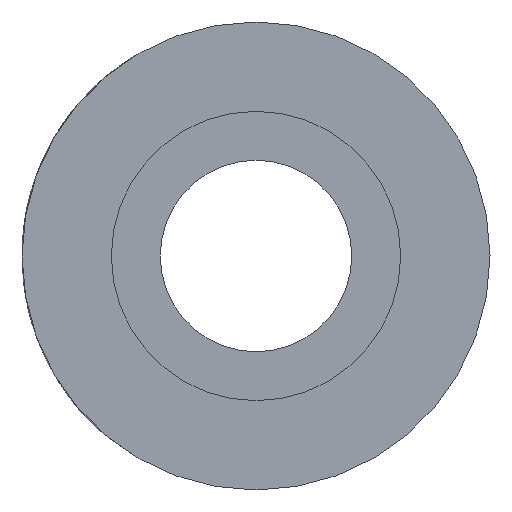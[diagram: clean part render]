
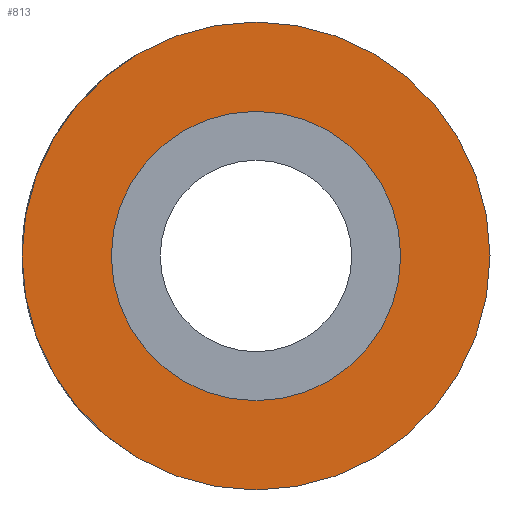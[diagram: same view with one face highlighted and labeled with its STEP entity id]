
A CAD part, left-side view. The second image highlights one B-rep face of the part: STEP entity #813.
In plain terms, the highlighted planar face has unit normal (-1, 0, 0).
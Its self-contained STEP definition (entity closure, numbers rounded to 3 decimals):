
#291 = EDGE_LOOP ( 'NONE', ( #1000, #8719 ) ) ;
#306 = ORIENTED_EDGE ( 'NONE', *, *, #2914, .T. ) ;
#593 = DIRECTION ( 'NONE',  ( 0., 0., 1. ) ) ;
#792 = DIRECTION ( 'NONE',  ( -1., 0., 0. ) ) ;
#813 = ADVANCED_FACE ( 'NONE', ( #8104, #8203 ), #5198, .F. ) ;
#899 = CIRCLE ( 'NONE', #6061, 11. ) ;
#1000 = ORIENTED_EDGE ( 'NONE', *, *, #3474, .F. ) ;
#1697 = CARTESIAN_POINT ( 'NONE',  ( 0., 0., 0. ) ) ;
#1698 = CARTESIAN_POINT ( 'NONE',  ( 0., 0., 11. ) ) ;
#2030 = DIRECTION ( 'NONE',  ( -1., 0., 0. ) ) ;
#2106 = CARTESIAN_POINT ( 'NONE',  ( 0., 0., 0. ) ) ;
#2258 = DIRECTION ( 'NONE',  ( 0., 0., 1. ) ) ;
#2418 = VERTEX_POINT ( 'NONE', #6989 ) ;
#2900 = CARTESIAN_POINT ( 'NONE',  ( 0., 0., 0. ) ) ;
#2914 = EDGE_CURVE ( 'NONE', #5466, #2418, #6034, .T. ) ;
#3474 = EDGE_CURVE ( 'NONE', #4518, #3923, #6337, .T. ) ;
#3681 = CARTESIAN_POINT ( 'NONE',  ( 0., 0., 0. ) ) ;
#3817 = DIRECTION ( 'NONE',  ( 0., 0., -1. ) ) ;
#3923 = VERTEX_POINT ( 'NONE', #4747 ) ;
#3986 = EDGE_CURVE ( 'NONE', #3923, #4518, #7811, .T. ) ;
#4176 = DIRECTION ( 'NONE',  ( 0., 0., -1. ) ) ;
#4518 = VERTEX_POINT ( 'NONE', #4798 ) ;
#4747 = CARTESIAN_POINT ( 'NONE',  ( 0., 0., -6.8 ) ) ;
#4798 = CARTESIAN_POINT ( 'NONE',  ( 0., 0., 6.8 ) ) ;
#5072 = EDGE_LOOP ( 'NONE', ( #306, #5272 ) ) ;
#5198 = PLANE ( 'NONE',  #8087 ) ;
#5272 = ORIENTED_EDGE ( 'NONE', *, *, #6279, .T. ) ;
#5466 = VERTEX_POINT ( 'NONE', #1698 ) ;
#5739 = DIRECTION ( 'NONE',  ( 0., 0., -1. ) ) ;
#5976 = DIRECTION ( 'NONE',  ( 1., 0., 0. ) ) ;
#6034 = CIRCLE ( 'NONE', #8679, 11. ) ;
#6061 = AXIS2_PLACEMENT_3D ( 'NONE', #6907, #2030, #593 ) ;
#6279 = EDGE_CURVE ( 'NONE', #2418, #5466, #899, .T. ) ;
#6337 = CIRCLE ( 'NONE', #6480, 6.8 ) ;
#6480 = AXIS2_PLACEMENT_3D ( 'NONE', #2106, #792, #4176 ) ;
#6907 = CARTESIAN_POINT ( 'NONE',  ( 0., 0., 0. ) ) ;
#6989 = CARTESIAN_POINT ( 'NONE',  ( 0., 0., -11. ) ) ;
#7811 = CIRCLE ( 'NONE', #8549, 6.8 ) ;
#7860 = DIRECTION ( 'NONE',  ( -1., 0., 0. ) ) ;
#8087 = AXIS2_PLACEMENT_3D ( 'NONE', #1697, #5976, #3817 ) ;
#8104 = FACE_BOUND ( 'NONE', #291, .T. ) ;
#8203 = FACE_OUTER_BOUND ( 'NONE', #5072, .T. ) ;
#8549 = AXIS2_PLACEMENT_3D ( 'NONE', #2900, #7860, #5739 ) ;
#8563 = DIRECTION ( 'NONE',  ( -1., 0., 0. ) ) ;
#8679 = AXIS2_PLACEMENT_3D ( 'NONE', #3681, #8563, #2258 ) ;
#8719 = ORIENTED_EDGE ( 'NONE', *, *, #3986, .F. ) ;
